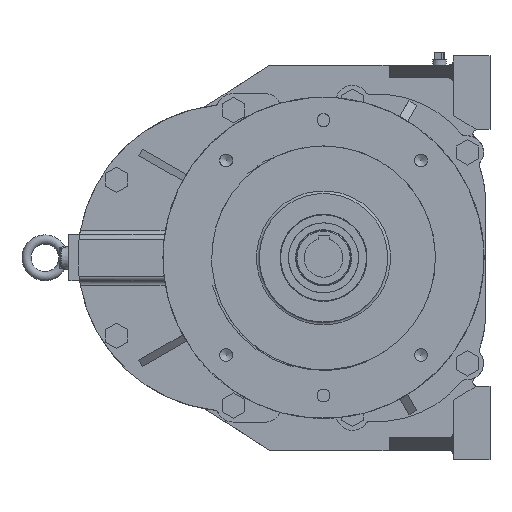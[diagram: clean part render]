
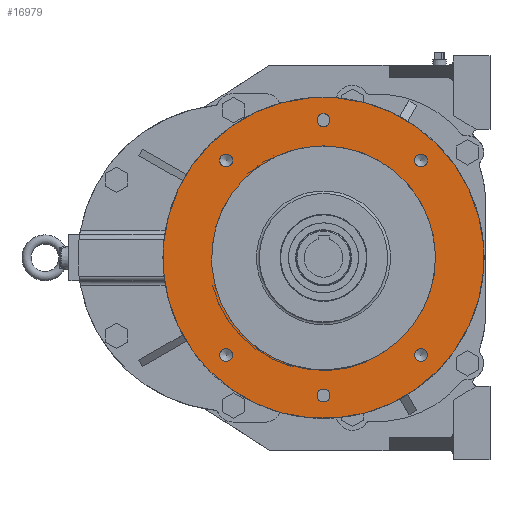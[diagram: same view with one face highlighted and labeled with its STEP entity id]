
A CAD part, left-side view. The second image highlights one B-rep face of the part: STEP entity #16979.
In plain terms, the highlighted planar face has unit normal (-1, 0, 0).
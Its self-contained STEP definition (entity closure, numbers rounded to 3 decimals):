
#571 = CIRCLE ( 'NONE', #8352, 7. ) ;
#795 = DIRECTION ( 'NONE',  ( -1., 0., 0. ) ) ;
#936 = FACE_BOUND ( 'NONE', #11217, .T. ) ;
#1302 = CARTESIAN_POINT ( 'NONE',  ( -192.5, 35.149, 123.744 ) ) ;
#1480 = DIRECTION ( 'NONE',  ( -1., 0., 0. ) ) ;
#1920 = DIRECTION ( 'NONE',  ( 0., 0.707, 0.707 ) ) ;
#2820 = ORIENTED_EDGE ( 'NONE', *, *, #8620, .F. ) ;
#3335 = DIRECTION ( 'NONE',  ( 0., 0.707, 0.707 ) ) ;
#3379 = PLANE ( 'NONE',  #11464 ) ;
#3548 = ORIENTED_EDGE ( 'NONE', *, *, #4138, .F. ) ;
#3764 = EDGE_LOOP ( 'NONE', ( #20512 ) ) ;
#4058 = EDGE_LOOP ( 'NONE', ( #3548 ) ) ;
#4138 = EDGE_CURVE ( 'NONE', #25100, #25100, #28092, .T. ) ;
#4430 = CARTESIAN_POINT ( 'NONE',  ( -192.5, 17.471, -106.066 ) ) ;
#4531 = CARTESIAN_POINT ( 'NONE',  ( -192.5, -189.711, 111.016 ) ) ;
#4708 = DIRECTION ( 'NONE',  ( -1., 0., 0. ) ) ;
#5143 = CARTESIAN_POINT ( 'NONE',  ( -192.5, -189.711, -101.116 ) ) ;
#5612 = CARTESIAN_POINT ( 'NONE',  ( -192.5, 17.471, 106.066 ) ) ;
#6193 = VERTEX_POINT ( 'NONE', #18142 ) ;
#6579 = ORIENTED_EDGE ( 'NONE', *, *, #26752, .F. ) ;
#6836 = CIRCLE ( 'NONE', #28099, 7. ) ;
#6865 = CIRCLE ( 'NONE', #27641, 7. ) ;
#7300 = CIRCLE ( 'NONE', #9739, 7. ) ;
#7400 = VERTEX_POINT ( 'NONE', #5143 ) ;
#7782 = CARTESIAN_POINT ( 'NONE',  ( -192.5, -212.339, 123.744 ) ) ;
#8308 = ORIENTED_EDGE ( 'NONE', *, *, #9760, .F. ) ;
#8352 = AXIS2_PLACEMENT_3D ( 'NONE', #12980, #10276, #10582 ) ;
#8487 = DIRECTION ( 'NONE',  ( -1., 0., 0. ) ) ;
#8522 = CIRCLE ( 'NONE', #14296, 122. ) ;
#8620 = EDGE_CURVE ( 'NONE', #25246, #25246, #6836, .T. ) ;
#9400 = CARTESIAN_POINT ( 'NONE',  ( -192.5, -88.595, 0. ) ) ;
#9516 = EDGE_LOOP ( 'NONE', ( #15533 ) ) ;
#9535 = DIRECTION ( 'NONE',  ( -1., 0., 0. ) ) ;
#9563 = DIRECTION ( 'NONE',  ( 0., 0., 1. ) ) ;
#9739 = AXIS2_PLACEMENT_3D ( 'NONE', #4430, #15909, #20470 ) ;
#9760 = EDGE_CURVE ( 'NONE', #13747, #13747, #6865, .T. ) ;
#9762 = EDGE_CURVE ( 'NONE', #6193, #6193, #16988, .T. ) ;
#9860 = DIRECTION ( 'NONE',  ( -1., 0., 0. ) ) ;
#10210 = FACE_BOUND ( 'NONE', #4058, .T. ) ;
#10276 = DIRECTION ( 'NONE',  ( -1., 0., 0. ) ) ;
#10403 = EDGE_CURVE ( 'NONE', #29779, #29779, #7300, .T. ) ;
#10582 = DIRECTION ( 'NONE',  ( 0., 0.707, 0.707 ) ) ;
#10763 = DIRECTION ( 'NONE',  ( -1., 0., 0. ) ) ;
#10986 = EDGE_LOOP ( 'NONE', ( #8308 ) ) ;
#11217 = EDGE_LOOP ( 'NONE', ( #17516 ) ) ;
#11464 = AXIS2_PLACEMENT_3D ( 'NONE', #7782, #795, #13051 ) ;
#12159 = AXIS2_PLACEMENT_3D ( 'NONE', #29170, #8487, #1920 ) ;
#12764 = FACE_BOUND ( 'NONE', #26818, .T. ) ;
#12980 = CARTESIAN_POINT ( 'NONE',  ( -192.5, -194.661, -106.066 ) ) ;
#13051 = DIRECTION ( 'NONE',  ( 0., 0.707, 0.707 ) ) ;
#13440 = AXIS2_PLACEMENT_3D ( 'NONE', #25429, #4708, #15110 ) ;
#13747 = VERTEX_POINT ( 'NONE', #29627 ) ;
#14198 = VERTEX_POINT ( 'NONE', #14354 ) ;
#14296 = AXIS2_PLACEMENT_3D ( 'NONE', #9400, #9860, #9563 ) ;
#14354 = CARTESIAN_POINT ( 'NONE',  ( -192.5, -88.595, 122. ) ) ;
#15110 = DIRECTION ( 'NONE',  ( 0., 0.707, 0.707 ) ) ;
#15165 = FACE_BOUND ( 'NONE', #27101, .T. ) ;
#15533 = ORIENTED_EDGE ( 'NONE', *, *, #28828, .T. ) ;
#15550 = AXIS2_PLACEMENT_3D ( 'NONE', #5612, #1480, #3335 ) ;
#15909 = DIRECTION ( 'NONE',  ( -1., 0., 0. ) ) ;
#16979 = ADVANCED_FACE ( 'NONE', ( #12764, #936, #10210, #17288, #17587, #15165, #19435, #26839 ), #3379, .T. ) ;
#16988 = CIRCLE ( 'NONE', #15550, 7. ) ;
#17240 = DIRECTION ( 'NONE',  ( 0., 0.707, 0.707 ) ) ;
#17288 = FACE_BOUND ( 'NONE', #3764, .T. ) ;
#17516 = ORIENTED_EDGE ( 'NONE', *, *, #22132, .F. ) ;
#17587 = FACE_BOUND ( 'NONE', #10986, .T. ) ;
#18142 = CARTESIAN_POINT ( 'NONE',  ( -192.5, 22.421, 111.016 ) ) ;
#19126 = ORIENTED_EDGE ( 'NONE', *, *, #10403, .F. ) ;
#19435 = FACE_OUTER_BOUND ( 'NONE', #9516, .T. ) ;
#19491 = VERTEX_POINT ( 'NONE', #1302 ) ;
#19535 = CARTESIAN_POINT ( 'NONE',  ( -192.5, -88.595, -150. ) ) ;
#20420 = CARTESIAN_POINT ( 'NONE',  ( -192.5, -83.645, 154.95 ) ) ;
#20470 = DIRECTION ( 'NONE',  ( 0., 0.707, 0.707 ) ) ;
#20512 = ORIENTED_EDGE ( 'NONE', *, *, #9762, .F. ) ;
#20714 = DIRECTION ( 'NONE',  ( 0., 0.707, 0.707 ) ) ;
#22132 = EDGE_CURVE ( 'NONE', #7400, #7400, #571, .T. ) ;
#22732 = EDGE_LOOP ( 'NONE', ( #6579 ) ) ;
#25100 = VERTEX_POINT ( 'NONE', #4531 ) ;
#25244 = CARTESIAN_POINT ( 'NONE',  ( -192.5, -88.595, 150. ) ) ;
#25246 = VERTEX_POINT ( 'NONE', #20420 ) ;
#25429 = CARTESIAN_POINT ( 'NONE',  ( -192.5, -88.595, 0. ) ) ;
#26752 = EDGE_CURVE ( 'NONE', #14198, #14198, #8522, .T. ) ;
#26818 = EDGE_LOOP ( 'NONE', ( #19126 ) ) ;
#26839 = FACE_BOUND ( 'NONE', #22732, .T. ) ;
#26939 = CARTESIAN_POINT ( 'NONE',  ( -192.5, 22.421, -101.116 ) ) ;
#27101 = EDGE_LOOP ( 'NONE', ( #2820 ) ) ;
#27450 = CIRCLE ( 'NONE', #13440, 175. ) ;
#27641 = AXIS2_PLACEMENT_3D ( 'NONE', #19535, #10763, #17240 ) ;
#28092 = CIRCLE ( 'NONE', #12159, 7. ) ;
#28099 = AXIS2_PLACEMENT_3D ( 'NONE', #25244, #9535, #20714 ) ;
#28828 = EDGE_CURVE ( 'NONE', #19491, #19491, #27450, .T. ) ;
#29170 = CARTESIAN_POINT ( 'NONE',  ( -192.5, -194.661, 106.066 ) ) ;
#29627 = CARTESIAN_POINT ( 'NONE',  ( -192.5, -83.645, -145.05 ) ) ;
#29779 = VERTEX_POINT ( 'NONE', #26939 ) ;
